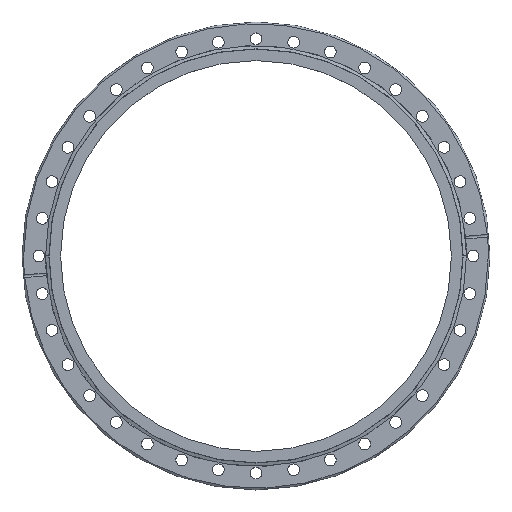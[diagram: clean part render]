
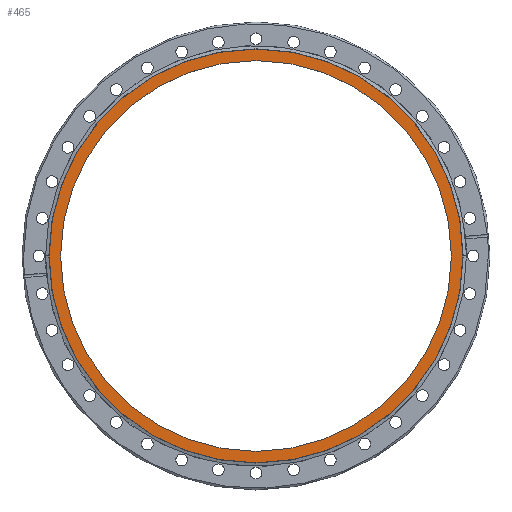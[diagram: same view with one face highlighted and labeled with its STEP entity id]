
A CAD part, top view. The second image highlights one B-rep face of the part: STEP entity #465.
In plain terms, the highlighted planar face has unit normal (0, 0, 1).
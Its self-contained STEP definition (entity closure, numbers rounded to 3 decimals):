
#54 = VERTEX_POINT ( 'NONE', #351 ) ;
#104 = AXIS2_PLACEMENT_3D ( 'NONE', #863, #2820, #1156 ) ;
#163 = CARTESIAN_POINT ( 'NONE',  ( 175., 0., -1.2 ) ) ;
#321 = CIRCLE ( 'NONE', #1606, 185.298 ) ;
#351 = CARTESIAN_POINT ( 'NONE',  ( -185.298, 0., -1.2 ) ) ;
#355 = EDGE_CURVE ( 'NONE', #741, #855, #1981, .T. ) ;
#399 = FACE_OUTER_BOUND ( 'NONE', #3274, .T. ) ;
#465 = ADVANCED_FACE ( 'NONE', ( #399, #973 ), #589, .T. ) ;
#589 = PLANE ( 'NONE',  #104 ) ;
#717 = DIRECTION ( 'NONE',  ( 0., 0., 1. ) ) ;
#741 = VERTEX_POINT ( 'NONE', #163 ) ;
#855 = VERTEX_POINT ( 'NONE', #2171 ) ;
#863 = CARTESIAN_POINT ( 'NONE',  ( 0., 0., -1.2 ) ) ;
#973 = FACE_BOUND ( 'NONE', #2703, .T. ) ;
#1016 = DIRECTION ( 'NONE',  ( 0., 0., -1. ) ) ;
#1080 = VERTEX_POINT ( 'NONE', #2403 ) ;
#1110 = CARTESIAN_POINT ( 'NONE',  ( 0., 0., -1.2 ) ) ;
#1156 = DIRECTION ( 'NONE',  ( 1., 0., 0. ) ) ;
#1398 = DIRECTION ( 'NONE',  ( 1., 0., 0. ) ) ;
#1432 = CARTESIAN_POINT ( 'NONE',  ( 0., 0., -1.2 ) ) ;
#1606 = AXIS2_PLACEMENT_3D ( 'NONE', #1432, #3381, #1714 ) ;
#1628 = EDGE_CURVE ( 'NONE', #855, #741, #1845, .T. ) ;
#1714 = DIRECTION ( 'NONE',  ( 1., 0., 0. ) ) ;
#1845 = CIRCLE ( 'NONE', #2993, 175. ) ;
#1981 = CIRCLE ( 'NONE', #2232, 175. ) ;
#2171 = CARTESIAN_POINT ( 'NONE',  ( -175., 0., -1.2 ) ) ;
#2232 = AXIS2_PLACEMENT_3D ( 'NONE', #1110, #3053, #1398 ) ;
#2290 = CIRCLE ( 'NONE', #3583, 185.298 ) ;
#2359 = ORIENTED_EDGE ( 'NONE', *, *, #2471, .T. ) ;
#2389 = CARTESIAN_POINT ( 'NONE',  ( 0., 0., -1.2 ) ) ;
#2403 = CARTESIAN_POINT ( 'NONE',  ( 185.298, 0., -1.2 ) ) ;
#2471 = EDGE_CURVE ( 'NONE', #1080, #54, #321, .T. ) ;
#2549 = ORIENTED_EDGE ( 'NONE', *, *, #3229, .T. ) ;
#2659 = DIRECTION ( 'NONE',  ( 1., 0., 0. ) ) ;
#2681 = CARTESIAN_POINT ( 'NONE',  ( 0., 0., -1.2 ) ) ;
#2703 = EDGE_LOOP ( 'NONE', ( #3477, #2746 ) ) ;
#2746 = ORIENTED_EDGE ( 'NONE', *, *, #355, .T. ) ;
#2820 = DIRECTION ( 'NONE',  ( 0., 0., 1. ) ) ;
#2958 = DIRECTION ( 'NONE',  ( 1., 0., 0. ) ) ;
#2993 = AXIS2_PLACEMENT_3D ( 'NONE', #2681, #1016, #2958 ) ;
#3053 = DIRECTION ( 'NONE',  ( 0., 0., -1. ) ) ;
#3229 = EDGE_CURVE ( 'NONE', #54, #1080, #2290, .T. ) ;
#3274 = EDGE_LOOP ( 'NONE', ( #2359, #2549 ) ) ;
#3381 = DIRECTION ( 'NONE',  ( 0., 0., 1. ) ) ;
#3477 = ORIENTED_EDGE ( 'NONE', *, *, #1628, .T. ) ;
#3583 = AXIS2_PLACEMENT_3D ( 'NONE', #2389, #717, #2659 ) ;
